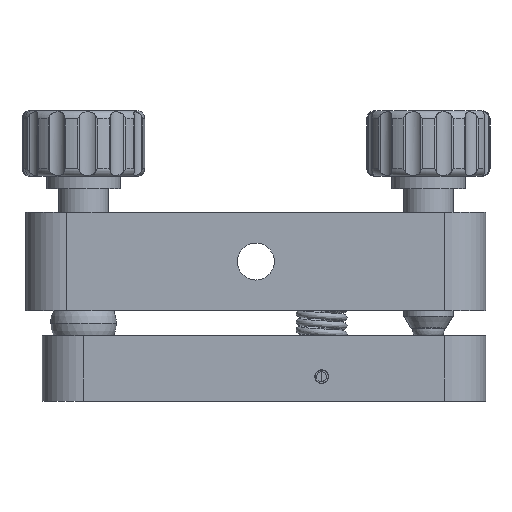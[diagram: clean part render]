
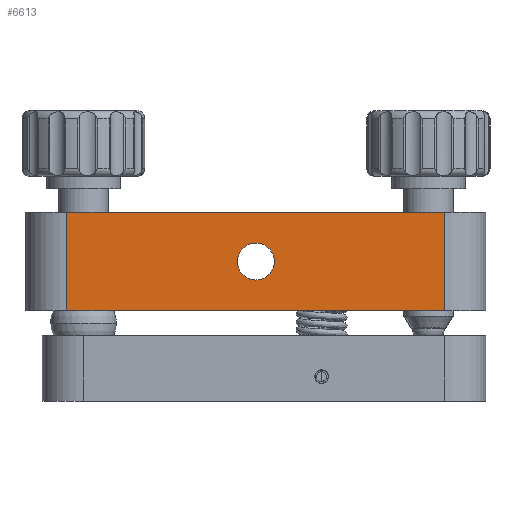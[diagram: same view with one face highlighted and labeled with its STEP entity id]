
A CAD part, front view. The second image highlights one B-rep face of the part: STEP entity #6613.
In plain terms, the highlighted planar face has unit normal (0, -1, 0).
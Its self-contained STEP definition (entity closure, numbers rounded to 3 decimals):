
#218 = EDGE_LOOP ( 'NONE', ( #15986, #18289, #6788, #1264 ) ) ;
#233 = DIRECTION ( 'NONE',  ( 0., 1., 0. ) ) ;
#236 = CIRCLE ( 'NONE', #15161, 2.25 ) ;
#252 = CARTESIAN_POINT ( 'NONE',  ( -23., -28., 6. ) ) ;
#1029 = EDGE_CURVE ( 'NONE', #19849, #12257, #236, .T. ) ;
#1264 = ORIENTED_EDGE ( 'NONE', *, *, #10788, .T. ) ;
#1476 = VERTEX_POINT ( 'NONE', #8109 ) ;
#1616 = DIRECTION ( 'NONE',  ( 0., -1., 0. ) ) ;
#1827 = PLANE ( 'NONE',  #6987 ) ;
#2060 = DIRECTION ( 'NONE',  ( -1., 0., 0. ) ) ;
#2663 = DIRECTION ( 'NONE',  ( -1., 0., 0. ) ) ;
#3151 = CARTESIAN_POINT ( 'NONE',  ( -23., -28., 6. ) ) ;
#3591 = CARTESIAN_POINT ( 'NONE',  ( 23., -28., 6. ) ) ;
#4511 = EDGE_LOOP ( 'NONE', ( #18477, #15665 ) ) ;
#4552 = VERTEX_POINT ( 'NONE', #18793 ) ;
#4814 = CARTESIAN_POINT ( 'NONE',  ( 23., -28., 6. ) ) ;
#5418 = LINE ( 'NONE', #13722, #11356 ) ;
#5928 = FACE_OUTER_BOUND ( 'NONE', #218, .T. ) ;
#5973 = CARTESIAN_POINT ( 'NONE',  ( 0., -28., -2.25 ) ) ;
#6167 = CARTESIAN_POINT ( 'NONE',  ( 0., -28., 2.25 ) ) ;
#6392 = EDGE_CURVE ( 'NONE', #1476, #7514, #18628, .T. ) ;
#6582 = DIRECTION ( 'NONE',  ( 0., 1., 0. ) ) ;
#6613 = ADVANCED_FACE ( 'NONE', ( #5928, #13904 ), #1827, .T. ) ;
#6788 = ORIENTED_EDGE ( 'NONE', *, *, #7400, .T. ) ;
#6987 = AXIS2_PLACEMENT_3D ( 'NONE', #4814, #1616, #9732 ) ;
#7400 = EDGE_CURVE ( 'NONE', #4552, #13218, #5418, .T. ) ;
#7514 = VERTEX_POINT ( 'NONE', #10509 ) ;
#7811 = AXIS2_PLACEMENT_3D ( 'NONE', #15971, #6582, #12766 ) ;
#8109 = CARTESIAN_POINT ( 'NONE',  ( 23., -28., -6. ) ) ;
#8517 = CARTESIAN_POINT ( 'NONE',  ( 23., -28., -6. ) ) ;
#9732 = DIRECTION ( 'NONE',  ( -1., 0., 0. ) ) ;
#9762 = CARTESIAN_POINT ( 'NONE',  ( 0., -28., 0. ) ) ;
#10509 = CARTESIAN_POINT ( 'NONE',  ( -23., -28., -6. ) ) ;
#10726 = CIRCLE ( 'NONE', #7811, 2.25 ) ;
#10788 = EDGE_CURVE ( 'NONE', #13218, #7514, #19100, .T. ) ;
#10861 = VECTOR ( 'NONE', #19248, 1000. ) ;
#11125 = LINE ( 'NONE', #3591, #10861 ) ;
#11356 = VECTOR ( 'NONE', #2663, 1000. ) ;
#12257 = VERTEX_POINT ( 'NONE', #6167 ) ;
#12766 = DIRECTION ( 'NONE',  ( -1., 0., 0. ) ) ;
#13218 = VERTEX_POINT ( 'NONE', #3151 ) ;
#13722 = CARTESIAN_POINT ( 'NONE',  ( 23., -28., 6. ) ) ;
#13904 = FACE_BOUND ( 'NONE', #4511, .T. ) ;
#14530 = DIRECTION ( 'NONE',  ( 0., 0., -1. ) ) ;
#14652 = EDGE_CURVE ( 'NONE', #12257, #19849, #10726, .T. ) ;
#14767 = DIRECTION ( 'NONE',  ( -1., 0., 0. ) ) ;
#15161 = AXIS2_PLACEMENT_3D ( 'NONE', #9762, #233, #2060 ) ;
#15665 = ORIENTED_EDGE ( 'NONE', *, *, #1029, .T. ) ;
#15971 = CARTESIAN_POINT ( 'NONE',  ( 0., -28., 0. ) ) ;
#15986 = ORIENTED_EDGE ( 'NONE', *, *, #6392, .F. ) ;
#16136 = VECTOR ( 'NONE', #14767, 1000. ) ;
#18289 = ORIENTED_EDGE ( 'NONE', *, *, #19075, .F. ) ;
#18477 = ORIENTED_EDGE ( 'NONE', *, *, #14652, .T. ) ;
#18596 = VECTOR ( 'NONE', #14530, 1000. ) ;
#18628 = LINE ( 'NONE', #8517, #16136 ) ;
#18793 = CARTESIAN_POINT ( 'NONE',  ( 23., -28., 6. ) ) ;
#19075 = EDGE_CURVE ( 'NONE', #4552, #1476, #11125, .T. ) ;
#19100 = LINE ( 'NONE', #252, #18596 ) ;
#19248 = DIRECTION ( 'NONE',  ( 0., 0., -1. ) ) ;
#19849 = VERTEX_POINT ( 'NONE', #5973 ) ;
